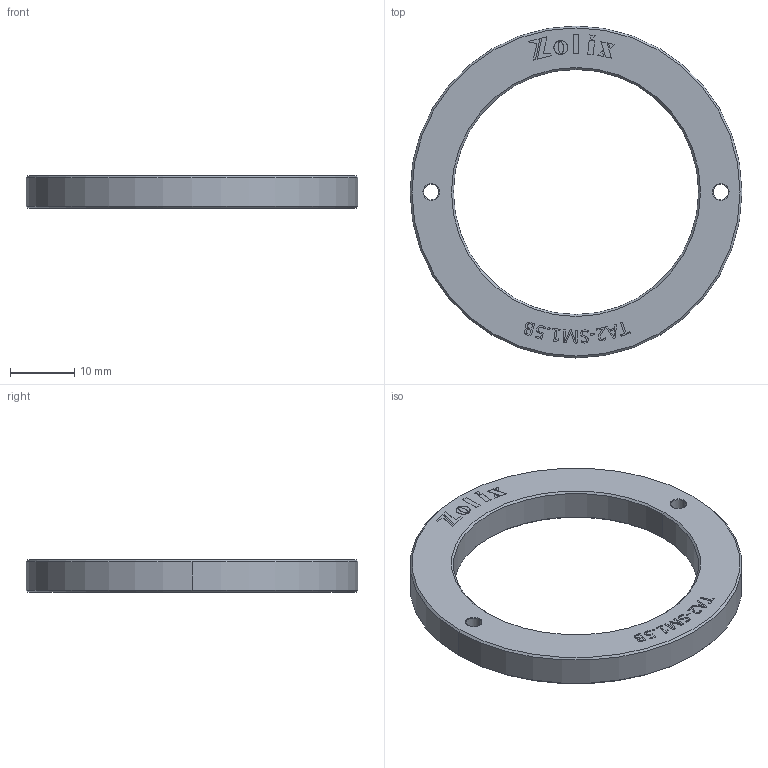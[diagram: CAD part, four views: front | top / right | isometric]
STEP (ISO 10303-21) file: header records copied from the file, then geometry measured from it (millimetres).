
FILE_DESCRIPTION (( 'STEP AP203' ), '1' );
FILE_NAME ('TA2-SM1.5B.STEP', '2025-10-22T01:16:16', ( '' ), ( '' ), 'SwSTEP 2.0', 'SolidWorks 2020', '' );
FILE_SCHEMA (( 'CONFIG_CONTROL_DESIGN' ));
Length unit declared in the file: millimetre
Products named in the file (1): TA2-SM1.5B
Bounding box: 51.6 x 51.6 x 5 mm (x, y, z)
Volume: 4684.2 mm3; surface area: 3271 mm2
Topology: 1 solids, 1 shells, 339 faces, 926 edges, 612 vertices
Faces by surface type: plane 223, bspline 92, torus 8, cylinder 8, cone 8
Entity records: 12525 total; most frequent: CARTESIAN_POINT 5230, ORIENTED_EDGE 1852, EDGE_CURVE 926, DIRECTION 886, VERTEX_POINT 612, B_SPLINE_CURVE_WITH_KNOTS 576, EDGE_LOOP 368, ADVANCED_FACE 339
